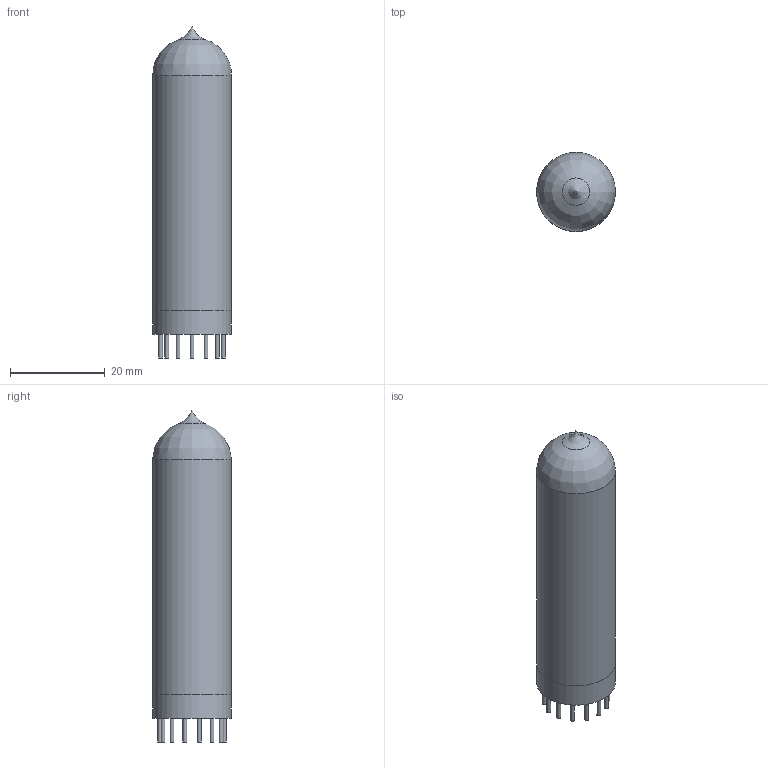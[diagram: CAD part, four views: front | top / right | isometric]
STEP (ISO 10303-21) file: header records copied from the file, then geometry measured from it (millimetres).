
FILE_DESCRIPTION(('FreeCAD Model'),'2;1');
FILE_NAME('Tube1.step', '2020-10-18T08:27:28',('kicad StepUp'),('ksu MCAD'), 'Open CASCADE STEP processor 7.4','FreeCAD','Unknown');
FILE_SCHEMA(('AUTOMOTIVE_DESIGN { 1 0 10303 214 1 1 1 1 }'));
Length unit declared in the file: millimetre
Products named in the file (1): Tube1
Bounding box: 16.65 x 16.65 x 70 mm (x, y, z)
Volume: 13103.8 mm3; surface area: 4117.5 mm2
Topology: 2 solids, 2 shells, 35 faces, 52 edges, 34 vertices
Faces by surface type: plane 17, cylinder 16, revolution 2
Full cylindrical faces by diameter (mm): 0.8 x14, 16.65 x2
Entity records: 1065 total; most frequent: DIRECTION 160, CARTESIAN_POINT 123, ORIENTED_EDGE 102, AXIS2_PLACEMENT_3D 71, EDGE_CURVE 51, FACE_BOUND 49, EDGE_LOOP 49, CIRCLE 37
